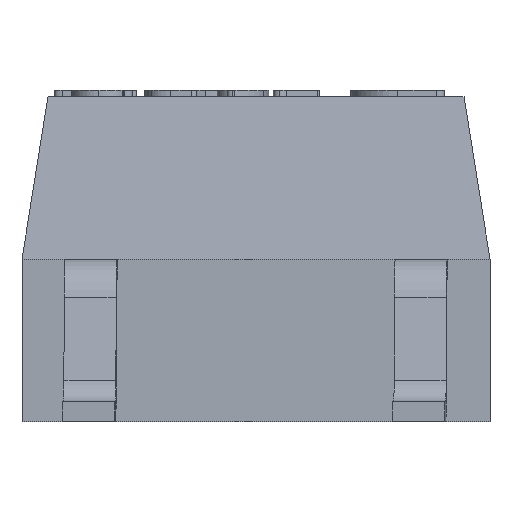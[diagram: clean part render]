
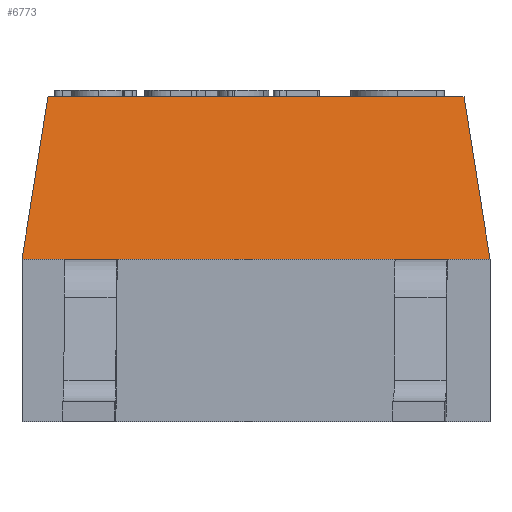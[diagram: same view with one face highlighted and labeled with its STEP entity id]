
A CAD part, front view. The second image highlights one B-rep face of the part: STEP entity #6773.
In plain terms, the highlighted planar face has unit normal (0, -0.987, 0.158).
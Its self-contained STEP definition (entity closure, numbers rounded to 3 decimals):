
#91 = EDGE_CURVE ( 'NONE', #3424, #754, #1618, .T. ) ;
#249 = ORIENTED_EDGE ( 'NONE', *, *, #7187, .F. ) ;
#289 = DIRECTION ( 'NONE',  ( 0.156, 0.156, 0.975 ) ) ;
#520 = CARTESIAN_POINT ( 'NONE',  ( -0.2, 0.2, 2.5 ) ) ;
#725 = ORIENTED_EDGE ( 'NONE', *, *, #2902, .F. ) ;
#754 = VERTEX_POINT ( 'NONE', #3532 ) ;
#1145 = VECTOR ( 'NONE', #289, 1000. ) ;
#1241 = FACE_OUTER_BOUND ( 'NONE', #4600, .T. ) ;
#1452 = DIRECTION ( 'NONE',  ( 0.156, -0.156, -0.975 ) ) ;
#1578 = DIRECTION ( 'NONE',  ( 1., 0., 0. ) ) ;
#1618 = LINE ( 'NONE', #3019, #6606 ) ;
#1848 = LINE ( 'NONE', #520, #4328 ) ;
#1852 = DIRECTION ( 'NONE',  ( 0., -0.987, 0.158 ) ) ;
#1906 = CARTESIAN_POINT ( 'NONE',  ( -3.4, 0.2, 2.5 ) ) ;
#2507 = VECTOR ( 'NONE', #8487, 1000. ) ;
#2552 = VERTEX_POINT ( 'NONE', #4700 ) ;
#2902 = EDGE_CURVE ( 'NONE', #754, #8183, #1848, .T. ) ;
#3019 = CARTESIAN_POINT ( 'NONE',  ( -3.4, 0.2, 2.5 ) ) ;
#3348 = CARTESIAN_POINT ( 'NONE',  ( 0., 0., 1.25 ) ) ;
#3424 = VERTEX_POINT ( 'NONE', #1906 ) ;
#3532 = CARTESIAN_POINT ( 'NONE',  ( -0.2, 0.2, 2.5 ) ) ;
#4325 = ORIENTED_EDGE ( 'NONE', *, *, #91, .F. ) ;
#4328 = VECTOR ( 'NONE', #1452, 1000. ) ;
#4466 = EDGE_CURVE ( 'NONE', #8183, #2552, #4482, .T. ) ;
#4482 = LINE ( 'NONE', #5912, #2507 ) ;
#4600 = EDGE_LOOP ( 'NONE', ( #725, #4325, #249, #7257 ) ) ;
#4700 = CARTESIAN_POINT ( 'NONE',  ( -3.6, 0., 1.25 ) ) ;
#4831 = CARTESIAN_POINT ( 'NONE',  ( -3.6, 0., 1.25 ) ) ;
#5912 = CARTESIAN_POINT ( 'NONE',  ( 0., 0., 1.25 ) ) ;
#6606 = VECTOR ( 'NONE', #1578, 1000. ) ;
#6773 = ADVANCED_FACE ( 'NONE', ( #1241 ), #7997, .T. ) ;
#6936 = LINE ( 'NONE', #4831, #1145 ) ;
#7187 = EDGE_CURVE ( 'NONE', #2552, #3424, #6936, .T. ) ;
#7243 = CARTESIAN_POINT ( 'NONE',  ( 0., 0., 1.25 ) ) ;
#7257 = ORIENTED_EDGE ( 'NONE', *, *, #4466, .F. ) ;
#7863 = AXIS2_PLACEMENT_3D ( 'NONE', #3348, #1852, #8600 ) ;
#7997 = PLANE ( 'NONE',  #7863 ) ;
#8183 = VERTEX_POINT ( 'NONE', #7243 ) ;
#8487 = DIRECTION ( 'NONE',  ( -1., 0., 0. ) ) ;
#8600 = DIRECTION ( 'NONE',  ( -1., 0., 0. ) ) ;
